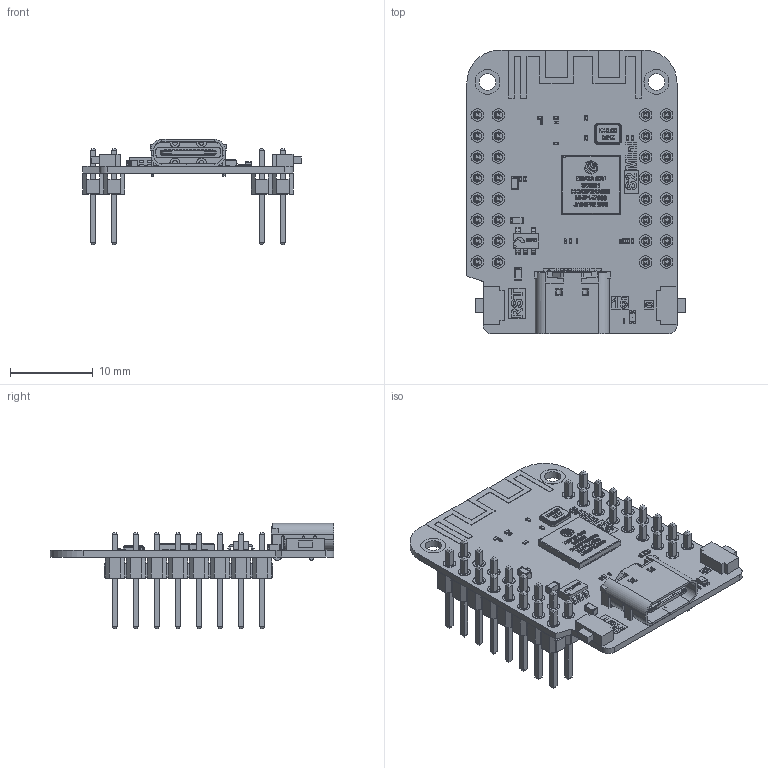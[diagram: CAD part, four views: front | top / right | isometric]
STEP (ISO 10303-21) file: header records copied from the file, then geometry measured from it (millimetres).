
FILE_DESCRIPTION(/* description */ (''),/* implementation_level */ '2;1');
FILE_NAME(/* name */ 'Wemos S2 Mini V1.0.0.step',/* time_stamp */ '2022-10-19T14:34:29-06:00',/* author */ (''),/* organization */ (''),/* preprocessor_version */ 'ST-DEVELOPER v19',/* originating_system */ 'Autodesk Translation Framework v11.7.0.108',/* authorisation */ '');
FILE_SCHEMA (('AUTOMOTIVE_DESIGN { 1 0 10303 214 3 1 1 }'));
Products named in the file (65): S2 Mini Board; Board; USB_type_C_smd_12p; Pads; Pads2; Pads3; Pads4; Top Text; Bottom Text; 0603 Blue; 0603 Blue_1; Light; Body; Anode Bottom; Cathode Bottom; Anode; Cathode; Base; 40.00 MHz Oscillator; ESP32-S2; ME6211-SOT23; C0201_020; C0201_020_1; C0201_020_2; C0201_020_3; C0201_020_4; C0201_020_5; C0201_020_6; C0201_020_7; C0201_020_8; C0201_020_9; C0201_020_10; C0201_020_11; C0201_020_12; C0201_020_13; C0201_020_14; C0201_020_15; C0201_020_16; C0201_020_17; C0201_020_18 ...
Assembly tree (122 placements, depth 5):
  S2 Mini Board
    Board
      USB_type_C_smd_12p
      Pads
      Pads2
      Pads3
      Pads4
      Top Text
      Bottom Text
      0603 Blue
        0603 Blue_1
          Light
          Body
          Anode Bottom
          Cathode Bottom
          Anode
          Cathode
          Base
      40.00 MHz Oscillator
      ESP32-S2
      ME6211-SOT23
      C0201_020
        C0201_020_1
          Part 3
          Part 2
          Part 1
      C0201_020_2
        C0201_020_3
          Part 3
          Part 2
          Part 1
      C0201_020_4
        C0201_020_5
          Part 3
          Part 2
          Part 1
      C0201_020_6
        C0201_020_7
          Part 3
          Part 2
          Part 1
      C0201_020_8
        C0201_020_9
          Part 3
          Part 2
          Part 1
      C0201_020_10
        C0201_020_11
          Part 3
          Part 2
          Part 1
      C0201_020_12
        C0201_020_13
          Part 3
          Part 2
          Part 1
      C0201_020_14
        C0201_020_15
          Part 3
          Part 2
Bounding box: 26.42 x 34.31 x 12.72 mm (x, y, z)
Volume: 1428.1 mm3; surface area: 5011.8 mm2
Topology: 340 solids, 340 shells, 8969 faces, 23043 edges, 14754 vertices
Faces by surface type: plane 3983, bspline 3738, cylinder 1025, sphere 153, torus 48, cone 22
Full cylindrical faces by diameter (mm): 0.224 x1, 0.3 x1, 0.6 x2, 0.98 x96, 1.5 x64, 2 x2, 3 x4
Entity records: 238885 total; most frequent: CARTESIAN_POINT 96020, ORIENTED_EDGE 34668, DIRECTION 17927, EDGE_CURVE 17334, VERTEX_POINT 11408, LINE 9369, VECTOR 9369, B_SPLINE_CURVE_WITH_KNOTS 6894
